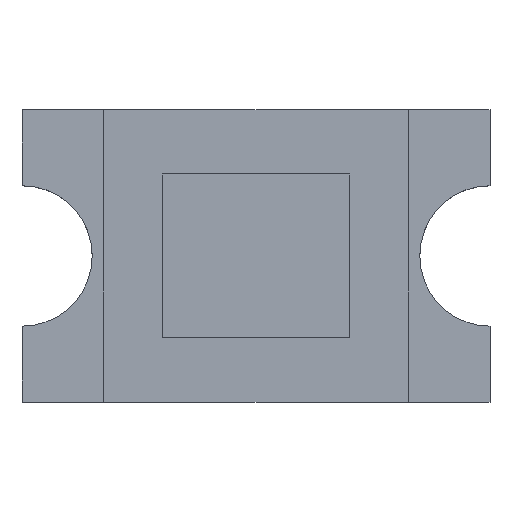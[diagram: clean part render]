
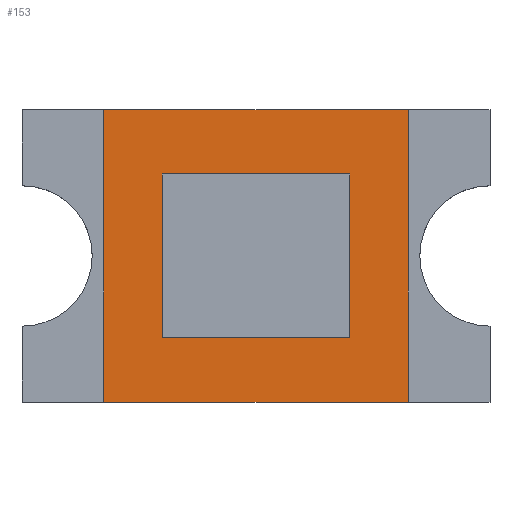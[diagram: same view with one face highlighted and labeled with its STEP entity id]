
A CAD part, top view. The second image highlights one B-rep face of the part: STEP entity #153.
In plain terms, the highlighted planar face has unit normal (0, 0, 1).
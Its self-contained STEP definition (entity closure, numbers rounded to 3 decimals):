
#61 = EDGE_CURVE('',#62,#64,#66,.T.);
#62 = VERTEX_POINT('',#63);
#63 = CARTESIAN_POINT('',(-0.4,0.35,0.3));
#64 = VERTEX_POINT('',#65);
#65 = CARTESIAN_POINT('',(-0.4,-0.35,0.3));
#66 = LINE('',#67,#68);
#67 = CARTESIAN_POINT('',(-0.4,0.35,0.3));
#68 = VECTOR('',#69,1.);
#69 = DIRECTION('',(0.,-1.,0.));
#92 = EDGE_CURVE('',#64,#93,#95,.T.);
#93 = VERTEX_POINT('',#94);
#94 = CARTESIAN_POINT('',(0.4,-0.35,0.3));
#95 = LINE('',#96,#97);
#96 = CARTESIAN_POINT('',(0.4,-0.35,0.3));
#97 = VECTOR('',#98,1.);
#98 = DIRECTION('',(1.,0.,0.));
#116 = EDGE_CURVE('',#93,#117,#119,.T.);
#117 = VERTEX_POINT('',#118);
#118 = CARTESIAN_POINT('',(0.4,0.35,0.3));
#119 = LINE('',#120,#121);
#120 = CARTESIAN_POINT('',(0.4,0.35,0.3));
#121 = VECTOR('',#122,1.);
#122 = DIRECTION('',(0.,1.,0.));
#140 = EDGE_CURVE('',#117,#62,#141,.T.);
#141 = LINE('',#142,#143);
#142 = CARTESIAN_POINT('',(0.4,0.35,0.3));
#143 = VECTOR('',#144,1.);
#144 = DIRECTION('',(-1.,0.,0.));
#153 = ADVANCED_FACE('',(#154,#188),#194,.T.);
#154 = FACE_BOUND('',#155,.T.);
#155 = EDGE_LOOP('',(#156,#166,#174,#182));
#156 = ORIENTED_EDGE('',*,*,#157,.T.);
#157 = EDGE_CURVE('',#158,#160,#162,.T.);
#158 = VERTEX_POINT('',#159);
#159 = CARTESIAN_POINT('',(0.65,0.625,0.3));
#160 = VERTEX_POINT('',#161);
#161 = CARTESIAN_POINT('',(-0.65,0.625,0.3));
#162 = LINE('',#163,#164);
#163 = CARTESIAN_POINT('',(1.,0.625,0.3));
#164 = VECTOR('',#165,1.);
#165 = DIRECTION('',(-1.,0.,0.));
#166 = ORIENTED_EDGE('',*,*,#167,.T.);
#167 = EDGE_CURVE('',#160,#168,#170,.T.);
#168 = VERTEX_POINT('',#169);
#169 = CARTESIAN_POINT('',(-0.65,-0.625,0.3));
#170 = LINE('',#171,#172);
#171 = CARTESIAN_POINT('',(-0.65,0.,0.3));
#172 = VECTOR('',#173,1.);
#173 = DIRECTION('',(0.,-1.,0.));
#174 = ORIENTED_EDGE('',*,*,#175,.T.);
#175 = EDGE_CURVE('',#168,#176,#178,.T.);
#176 = VERTEX_POINT('',#177);
#177 = CARTESIAN_POINT('',(0.65,-0.625,0.3));
#178 = LINE('',#179,#180);
#179 = CARTESIAN_POINT('',(1.,-0.625,0.3));
#180 = VECTOR('',#181,1.);
#181 = DIRECTION('',(1.,0.,0.));
#182 = ORIENTED_EDGE('',*,*,#183,.F.);
#183 = EDGE_CURVE('',#158,#176,#184,.T.);
#184 = LINE('',#185,#186);
#185 = CARTESIAN_POINT('',(0.65,0.,0.3));
#186 = VECTOR('',#187,1.);
#187 = DIRECTION('',(0.,-1.,0.));
#188 = FACE_BOUND('',#189,.T.);
#189 = EDGE_LOOP('',(#190,#191,#192,#193));
#190 = ORIENTED_EDGE('',*,*,#61,.F.);
#191 = ORIENTED_EDGE('',*,*,#140,.F.);
#192 = ORIENTED_EDGE('',*,*,#116,.F.);
#193 = ORIENTED_EDGE('',*,*,#92,.F.);
#194 = PLANE('',#195);
#195 = AXIS2_PLACEMENT_3D('',#196,#197,#198);
#196 = CARTESIAN_POINT('',(-1.,0.,0.3));
#197 = DIRECTION('',(0.,0.,1.));
#198 = DIRECTION('',(0.,1.,0.));
